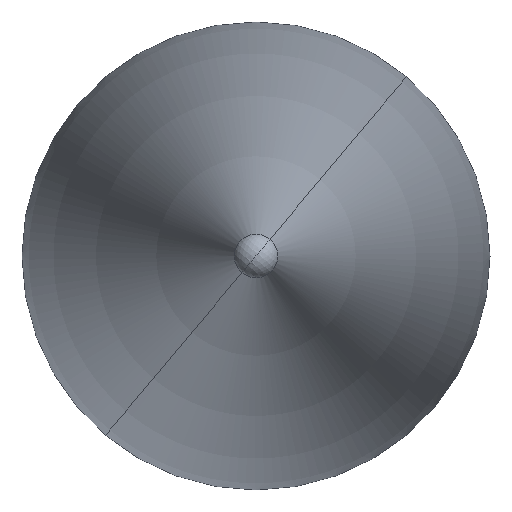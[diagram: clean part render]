
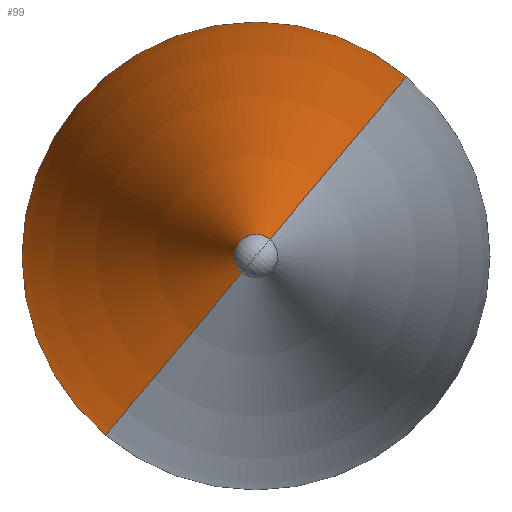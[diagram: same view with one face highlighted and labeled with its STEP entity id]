
A CAD part, left-side view. The second image highlights one B-rep face of the part: STEP entity #99.
In plain terms, the highlighted toroidal (fillet/blend) face has major radius 572.037 mm and minor radius 597.05 mm.
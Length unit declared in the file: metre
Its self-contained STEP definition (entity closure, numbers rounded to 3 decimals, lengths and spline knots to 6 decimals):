
#99=ADVANCED_FACE('0:96243',(#132),#133,.T.);
#132=FACE_OUTER_BOUND('',#197,.T.);
#133=TOROIDAL_SURFACE('',#198,-0.572037,0.59705);
#197=EDGE_LOOP('',(#723,#724,#725,#726));
#198=AXIS2_PLACEMENT_3D('',#727,#728,#729);
#723=ORIENTED_EDGE('',*,*,#958,.F.);
#724=ORIENTED_EDGE('',*,*,#959,.T.);
#725=ORIENTED_EDGE('',*,*,#960,.F.);
#726=ORIENTED_EDGE('',*,*,#961,.T.);
#727=CARTESIAN_POINT('',(-0.034189,0.0155,0.008846));
#728=DIRECTION('',(-1.0,0.,0.));
#729=DIRECTION('',(0.,-0.643,0.766));
#958=EDGE_CURVE('',#1034,#1035,#1036,.T.);
#959=EDGE_CURVE('0:96324',#1034,#1037,#1038,.F.);
#960=EDGE_CURVE('',#1039,#1037,#1040,.T.);
#961=EDGE_CURVE('0:96309',#1039,#1035,#1041,.T.);
#1034=VERTEX_POINT('',#1159);
#1035=VERTEX_POINT('',#1160);
#1036=CIRCLE('',#1161,0.59705);
#1037=VERTEX_POINT('',#1162);
#1038=CIRCLE('',#1163,0.025);
#1039=VERTEX_POINT('',#1164);
#1040=CIRCLE('',#1165,0.59705);
#1041=CIRCLE('',#1166,0.002331);
#1159=CARTESIAN_POINT('',(-0.030199,-0.00057,0.027997));
#1160=CARTESIAN_POINT('',(-0.197194,0.014002,0.010632));
#1161=AXIS2_PLACEMENT_3D('',#8104,#8105,#8106);
#1162=CARTESIAN_POINT('',(-0.030199,0.03157,-0.010305));
#1163=AXIS2_PLACEMENT_3D('',#8107,#8108,#8109);
#1164=CARTESIAN_POINT('',(-0.197194,0.016998,0.007061));
#1165=AXIS2_PLACEMENT_3D('',#8110,#8111,#8112);
#1166=AXIS2_PLACEMENT_3D('',#8113,#8114,#8115);
#8104=CARTESIAN_POINT('',(-0.034189,0.383198,-0.42936));
#8105=DIRECTION('',(0.,-0.766,-0.643));
#8106=DIRECTION('',(0.,-0.643,0.766));
#8107=CARTESIAN_POINT('',(-0.030199,0.0155,0.008846));
#8108=DIRECTION('',(1.0,0.,0.));
#8109=DIRECTION('',(0.,0.643,-0.766));
#8110=CARTESIAN_POINT('',(-0.034189,-0.352198,0.447052));
#8111=DIRECTION('',(0.,-0.766,-0.643));
#8112=DIRECTION('',(0.,0.643,-0.766));
#8113=CARTESIAN_POINT('',(-0.197194,0.0155,0.008846));
#8114=DIRECTION('',(1.0,0.,0.));
#8115=DIRECTION('',(0.,0.643,-0.766));
